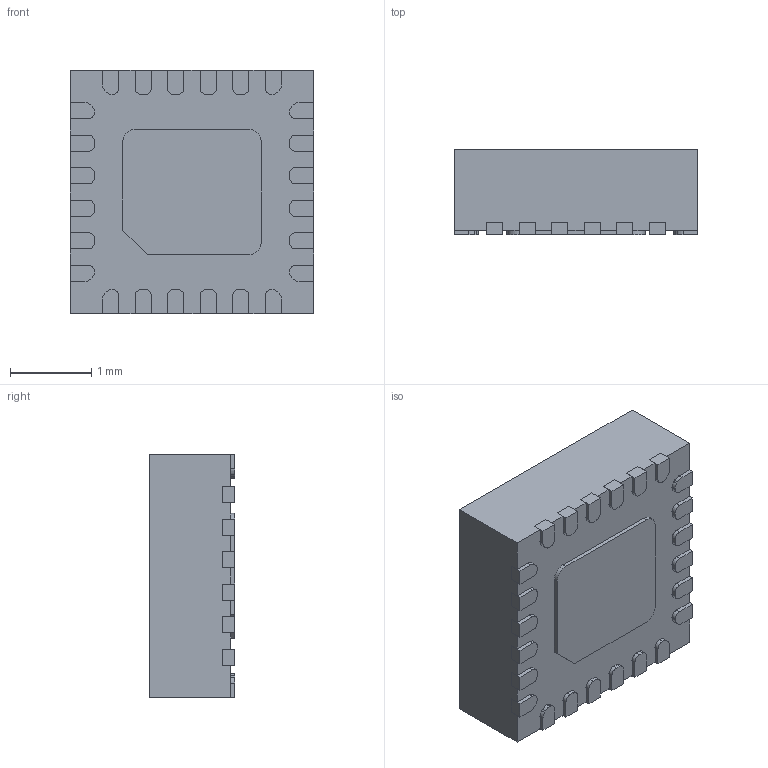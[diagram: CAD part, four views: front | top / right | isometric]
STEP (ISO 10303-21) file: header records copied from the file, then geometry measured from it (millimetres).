
FILE_DESCRIPTION (( 'STEP AP214' ), '1' );
FILE_NAME ('ICM-20948.STEP', '2024-02-12T23:04:33', ( '' ), ( '' ), 'SwSTEP 2.0', 'SolidWorks 2021', '' );
FILE_SCHEMA (( 'AUTOMOTIVE_DESIGN' ));
Length unit declared in the file: millimetre
Products named in the file (1): ICM-20948
Bounding box: 3 x 1.05 x 3 mm (x, y, z)
Volume: 9.2 mm3; surface area: 44.4 mm2
Topology: 27 solids, 27 shells, 400 faces, 1032 edges, 688 vertices
Faces by surface type: plane 278, cylinder 122
Entity records: 12428 total; most frequent: CARTESIAN_POINT 2121, DIRECTION 2078, ORIENTED_EDGE 2064, EDGE_CURVE 1032, LINE 788, VECTOR 788, VERTEX_POINT 688, AXIS2_PLACEMENT_3D 645
